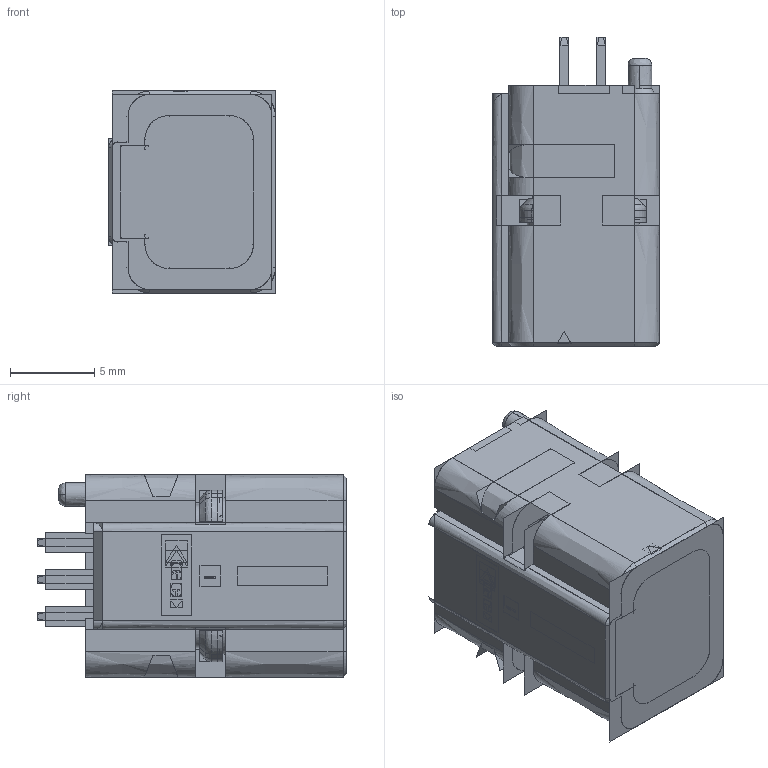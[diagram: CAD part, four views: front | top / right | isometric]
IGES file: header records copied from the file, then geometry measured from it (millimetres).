
Start section:  PTC IGES file: 6.igs
Global section: file name: 6.igs; native system: Pro/ENGINEER by Parametric Technology Corporation; preprocessor: 2010280; author: NK210218; organization: Unknown; date: 20241220.113525; units: millimetre
Bounding box: 9.9 x 18.35 x 12 mm (x, y, z)
Surface area: 7501.7 mm2 (no closed solid volume)
Topology: 0 solids, 0 shells, 1856 faces, 13724 edges, 13724 vertices
Faces by surface type: bspline 1856
